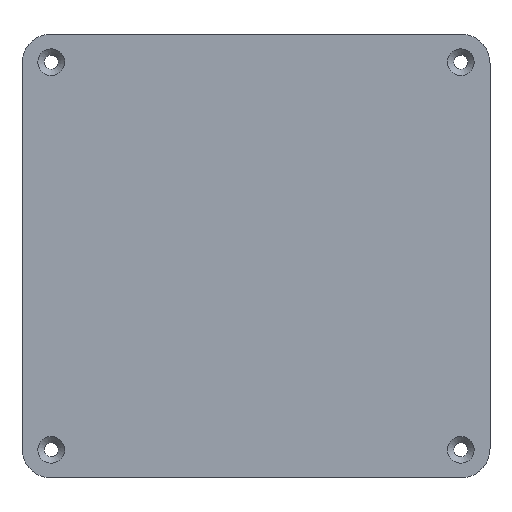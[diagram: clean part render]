
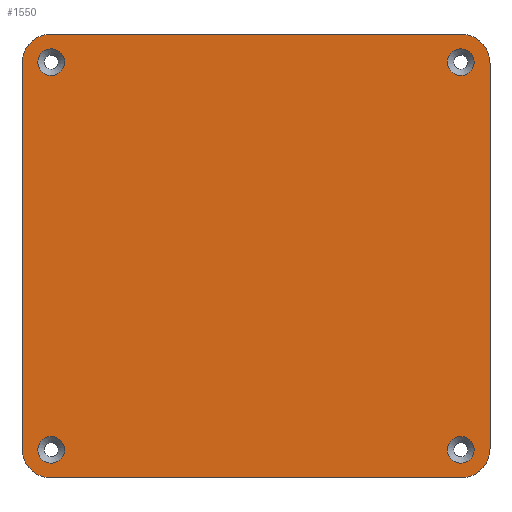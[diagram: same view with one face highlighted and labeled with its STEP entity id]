
A CAD part, front view. The second image highlights one B-rep face of the part: STEP entity #1550.
In plain terms, the highlighted planar face has unit normal (0, -1, 0).
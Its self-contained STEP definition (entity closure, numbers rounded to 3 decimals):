
#19=FACE_BOUND('',#254,.T.);
#20=FACE_BOUND('',#255,.T.);
#21=FACE_BOUND('',#256,.T.);
#22=FACE_BOUND('',#257,.T.);
#52=CIRCLE('',#1579,2.75);
#55=CIRCLE('',#1584,2.75);
#58=CIRCLE('',#1589,2.75);
#61=CIRCLE('',#1594,2.75);
#98=CIRCLE('',#1691,6.);
#99=CIRCLE('',#1692,6.);
#100=CIRCLE('',#1693,6.);
#101=CIRCLE('',#1694,6.);
#171=FACE_OUTER_BOUND('',#253,.T.);
#253=EDGE_LOOP('',(#1380,#1381,#1382,#1383,#1384,#1385,#1386,#1387));
#254=EDGE_LOOP('',(#1388));
#255=EDGE_LOOP('',(#1389));
#256=EDGE_LOOP('',(#1390));
#257=EDGE_LOOP('',(#1391));
#279=LINE('',#2171,#451);
#430=LINE('',#2560,#602);
#432=LINE('',#2570,#604);
#433=LINE('',#2574,#605);
#451=VECTOR('',#1726,10.);
#602=VECTOR('',#2097,10.);
#604=VECTOR('',#2111,10.);
#605=VECTOR('',#2114,10.);
#624=VERTEX_POINT('',#2168);
#625=VERTEX_POINT('',#2170);
#629=VERTEX_POINT('',#2182);
#632=VERTEX_POINT('',#2192);
#635=VERTEX_POINT('',#2202);
#638=VERTEX_POINT('',#2212);
#752=VERTEX_POINT('',#2557);
#753=VERTEX_POINT('',#2559);
#754=VERTEX_POINT('',#2567);
#755=VERTEX_POINT('',#2569);
#756=VERTEX_POINT('',#2571);
#757=VERTEX_POINT('',#2573);
#773=EDGE_CURVE('',#625,#624,#279,.T.);
#779=EDGE_CURVE('',#629,#629,#52,.T.);
#784=EDGE_CURVE('',#632,#632,#55,.T.);
#789=EDGE_CURVE('',#635,#635,#58,.T.);
#794=EDGE_CURVE('',#638,#638,#61,.T.);
#969=EDGE_CURVE('',#753,#752,#430,.T.);
#972=EDGE_CURVE('',#752,#625,#98,.T.);
#973=EDGE_CURVE('',#624,#754,#99,.T.);
#974=EDGE_CURVE('',#754,#755,#432,.T.);
#975=EDGE_CURVE('',#755,#756,#100,.T.);
#976=EDGE_CURVE('',#756,#757,#433,.T.);
#977=EDGE_CURVE('',#757,#753,#101,.T.);
#1380=ORIENTED_EDGE('',*,*,#972,.T.);
#1381=ORIENTED_EDGE('',*,*,#773,.T.);
#1382=ORIENTED_EDGE('',*,*,#973,.T.);
#1383=ORIENTED_EDGE('',*,*,#974,.T.);
#1384=ORIENTED_EDGE('',*,*,#975,.T.);
#1385=ORIENTED_EDGE('',*,*,#976,.T.);
#1386=ORIENTED_EDGE('',*,*,#977,.T.);
#1387=ORIENTED_EDGE('',*,*,#969,.T.);
#1388=ORIENTED_EDGE('',*,*,#779,.T.);
#1389=ORIENTED_EDGE('',*,*,#784,.T.);
#1390=ORIENTED_EDGE('',*,*,#789,.T.);
#1391=ORIENTED_EDGE('',*,*,#794,.T.);
#1478=PLANE('',#1690);
#1550=ADVANCED_FACE('',(#171,#19,#20,#21,#22),#1478,.T.);
#1579=AXIS2_PLACEMENT_3D('',#2183,#1736,#1737);
#1584=AXIS2_PLACEMENT_3D('',#2193,#1748,#1749);
#1589=AXIS2_PLACEMENT_3D('',#2203,#1760,#1761);
#1594=AXIS2_PLACEMENT_3D('',#2213,#1772,#1773);
#1690=AXIS2_PLACEMENT_3D('',#2565,#2105,#2106);
#1691=AXIS2_PLACEMENT_3D('',#2566,#2107,#2108);
#1692=AXIS2_PLACEMENT_3D('',#2568,#2109,#2110);
#1693=AXIS2_PLACEMENT_3D('',#2572,#2112,#2113);
#1694=AXIS2_PLACEMENT_3D('',#2575,#2115,#2116);
#1726=DIRECTION('',(0.,0.,-1.));
#1736=DIRECTION('center_axis',(0.,1.,0.));
#1737=DIRECTION('ref_axis',(0.,0.,-1.));
#1748=DIRECTION('center_axis',(0.,1.,0.));
#1749=DIRECTION('ref_axis',(0.,0.,-1.));
#1760=DIRECTION('center_axis',(0.,1.,0.));
#1761=DIRECTION('ref_axis',(0.,0.,-1.));
#1772=DIRECTION('center_axis',(0.,1.,0.));
#1773=DIRECTION('ref_axis',(0.,0.,-1.));
#2097=DIRECTION('',(-1.,0.,0.));
#2105=DIRECTION('center_axis',(0.,-1.,0.));
#2106=DIRECTION('ref_axis',(1.,0.,0.));
#2107=DIRECTION('center_axis',(0.,-1.,0.));
#2108=DIRECTION('ref_axis',(0.,0.,1.));
#2109=DIRECTION('center_axis',(0.,-1.,0.));
#2110=DIRECTION('ref_axis',(-1.,0.,0.));
#2111=DIRECTION('',(1.,0.,0.));
#2112=DIRECTION('center_axis',(0.,-1.,0.));
#2113=DIRECTION('ref_axis',(0.,0.,-1.));
#2114=DIRECTION('',(0.,0.,1.));
#2115=DIRECTION('center_axis',(0.,-1.,0.));
#2116=DIRECTION('ref_axis',(1.,0.,0.));
#2168=CARTESIAN_POINT('',(-48.,-5.,-39.525));
#2170=CARTESIAN_POINT('',(-48.,-5.,39.525));
#2171=CARTESIAN_POINT('',(-48.,-5.,39.525));
#2182=CARTESIAN_POINT('',(-42.,-5.,42.5));
#2183=CARTESIAN_POINT('Origin',(-42.,-5.,39.75));
#2192=CARTESIAN_POINT('',(42.,-5.,-37.));
#2193=CARTESIAN_POINT('Origin',(42.,-5.,-39.75));
#2202=CARTESIAN_POINT('',(-42.,-5.,-37.));
#2203=CARTESIAN_POINT('Origin',(-42.,-5.,-39.75));
#2212=CARTESIAN_POINT('',(42.,-5.,42.5));
#2213=CARTESIAN_POINT('Origin',(42.,-5.,39.75));
#2557=CARTESIAN_POINT('',(-42.,-5.,45.525));
#2559=CARTESIAN_POINT('',(42.,-5.,45.525));
#2560=CARTESIAN_POINT('',(42.,-5.,45.525));
#2565=CARTESIAN_POINT('Origin',(0.,-5.,0.));
#2566=CARTESIAN_POINT('Origin',(-42.,-5.,39.525));
#2567=CARTESIAN_POINT('',(-42.,-5.,-45.525));
#2568=CARTESIAN_POINT('Origin',(-42.,-5.,-39.525));
#2569=CARTESIAN_POINT('',(42.,-5.,-45.525));
#2570=CARTESIAN_POINT('',(-42.,-5.,-45.525));
#2571=CARTESIAN_POINT('',(48.,-5.,-39.525));
#2572=CARTESIAN_POINT('Origin',(42.,-5.,-39.525));
#2573=CARTESIAN_POINT('',(48.,-5.,39.525));
#2574=CARTESIAN_POINT('',(48.,-5.,-39.525));
#2575=CARTESIAN_POINT('Origin',(42.,-5.,39.525));
